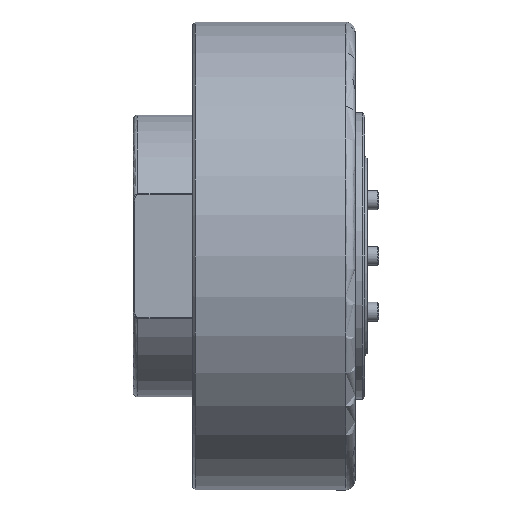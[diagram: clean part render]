
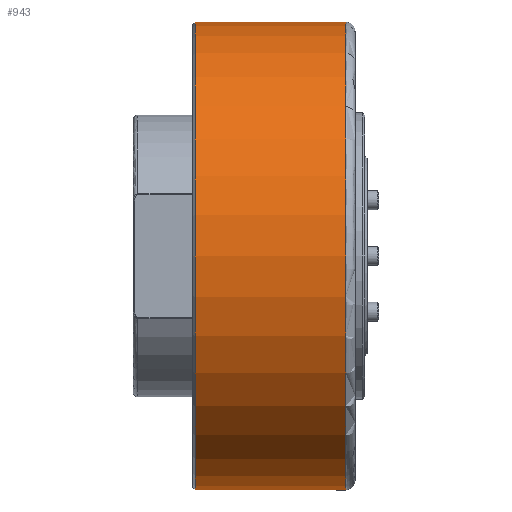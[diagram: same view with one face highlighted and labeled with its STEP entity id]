
A CAD part, front view. The second image highlights one B-rep face of the part: STEP entity #943.
In plain terms, the highlighted cylindrical face has radius 49 mm (diameter 98 mm), a partial arc.
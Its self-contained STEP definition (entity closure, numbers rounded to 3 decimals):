
#166=CYLINDRICAL_SURFACE('',#4522,49.);
#419=LINE('',#6908,#688);
#420=LINE('',#6910,#689);
#688=VECTOR('',#5289,1.);
#689=VECTOR('',#5290,1.);
#943=ADVANCED_FACE('',(#1226),#166,.T.);
#1226=FACE_OUTER_BOUND('',#1496,.T.);
#1496=EDGE_LOOP('',(#1916,#1917,#1918,#1919));
#1916=ORIENTED_EDGE('',*,*,#3571,.F.);
#1917=ORIENTED_EDGE('',*,*,#3452,.T.);
#1918=ORIENTED_EDGE('',*,*,#3572,.F.);
#1919=ORIENTED_EDGE('',*,*,#3573,.T.);
#3054=VERTEX_POINT('',#6572);
#3055=VERTEX_POINT('',#6573);
#3170=VERTEX_POINT('',#6909);
#3171=VERTEX_POINT('',#6911);
#3452=EDGE_CURVE('',#3054,#3055,#4082,.T.);
#3571=EDGE_CURVE('',#3054,#3170,#419,.T.);
#3572=EDGE_CURVE('',#3171,#3055,#420,.T.);
#3573=EDGE_CURVE('',#3171,#3170,#4143,.T.);
#4082=CIRCLE('',#4430,49.);
#4143=CIRCLE('',#4521,49.);
#4430=AXIS2_PLACEMENT_3D('',#6571,#5055,#5056);
#4521=AXIS2_PLACEMENT_3D('',#6912,#5291,#5292);
#4522=AXIS2_PLACEMENT_3D('',#6913,#5293,#5294);
#5055=DIRECTION('',(-1.,0.,0.));
#5056=DIRECTION('',(0.,0.,1.));
#5289=DIRECTION('',(-1.,0.,0.));
#5290=DIRECTION('',(1.,0.,0.));
#5291=DIRECTION('',(1.,0.,0.));
#5292=DIRECTION('',(0.,0.,1.));
#5293=DIRECTION('',(-1.,0.,0.));
#5294=DIRECTION('',(0.,0.,-1.));
#6571=CARTESIAN_POINT('',(710.982,270.814,0.));
#6572=CARTESIAN_POINT('',(710.982,270.814,-49.));
#6573=CARTESIAN_POINT('',(710.982,270.814,49.));
#6908=CARTESIAN_POINT('',(695.232,270.814,-49.));
#6909=CARTESIAN_POINT('',(679.482,270.814,-49.));
#6910=CARTESIAN_POINT('',(695.232,270.814,49.));
#6911=CARTESIAN_POINT('',(679.482,270.814,49.));
#6912=CARTESIAN_POINT('',(679.482,270.814,0.));
#6913=CARTESIAN_POINT('',(695.232,270.814,0.));
